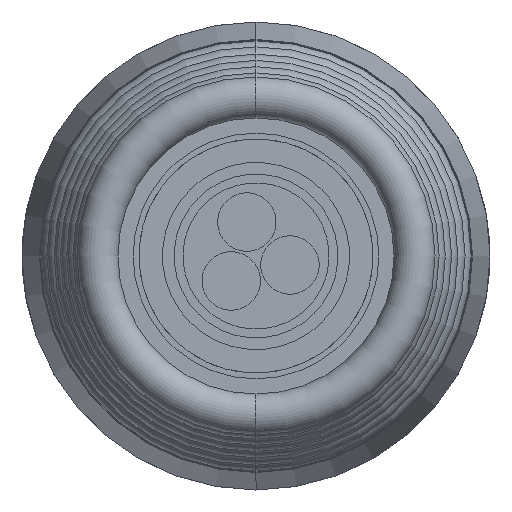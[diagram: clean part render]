
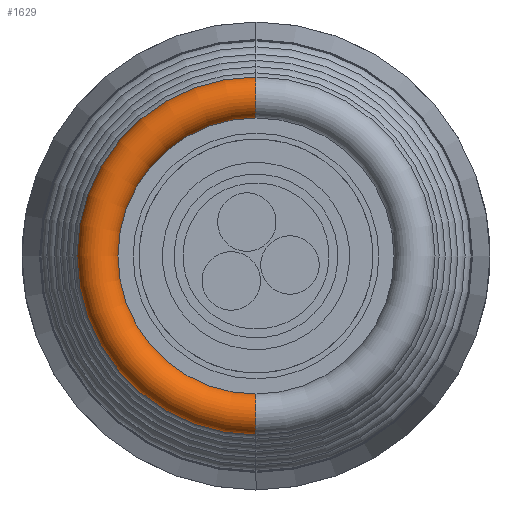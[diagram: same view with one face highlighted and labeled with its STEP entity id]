
A CAD part, left-side view. The second image highlights one B-rep face of the part: STEP entity #1629.
In plain terms, the highlighted toroidal (fillet/blend) face has major radius 2.71 mm and minor radius 0.35 mm.
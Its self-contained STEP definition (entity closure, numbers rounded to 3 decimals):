
#160 = EDGE_CURVE ( 'NONE', #2240, #3893, #2700, .T. ) ;
#189 = EDGE_CURVE ( 'NONE', #3893, #1511, #3904, .T. ) ;
#480 = ORIENTED_EDGE ( 'NONE', *, *, #160, .T. ) ;
#507 = DIRECTION ( 'NONE',  ( 0., -1., 0. ) ) ;
#704 = AXIS2_PLACEMENT_3D ( 'NONE', #6968, #1601, #5062 ) ;
#859 = AXIS2_PLACEMENT_3D ( 'NONE', #4485, #3194, #4370 ) ;
#904 = DIRECTION ( 'NONE',  ( 1., 0., 0. ) ) ;
#1126 = DIRECTION ( 'NONE',  ( 0., 0., -1. ) ) ;
#1395 = EDGE_LOOP ( 'NONE', ( #3366, #6673, #480, #4006 ) ) ;
#1511 = VERTEX_POINT ( 'NONE', #7041 ) ;
#1594 = CARTESIAN_POINT ( 'NONE',  ( -24.75, 0., 0. ) ) ;
#1601 = DIRECTION ( 'NONE',  ( 0., 1., 0. ) ) ;
#1629 = ADVANCED_FACE ( 'NONE', ( #6218 ), #2050, .T. ) ;
#1798 = CARTESIAN_POINT ( 'NONE',  ( -24.75, 0., -3.06 ) ) ;
#1973 = AXIS2_PLACEMENT_3D ( 'NONE', #3851, #507, #3921 ) ;
#2050 = TOROIDAL_SURFACE ( 'NONE', #5383, 2.71, 0.35 ) ;
#2240 = VERTEX_POINT ( 'NONE', #4178 ) ;
#2566 = CIRCLE ( 'NONE', #1973, 0.35 ) ;
#2700 = CIRCLE ( 'NONE', #2839, 2.36 ) ;
#2839 = AXIS2_PLACEMENT_3D ( 'NONE', #5971, #904, #3671 ) ;
#3172 = EDGE_CURVE ( 'NONE', #2240, #4059, #2566, .T. ) ;
#3194 = DIRECTION ( 'NONE',  ( 1., 0., 0. ) ) ;
#3271 = CARTESIAN_POINT ( 'NONE',  ( -24.75, 0., 2.36 ) ) ;
#3366 = ORIENTED_EDGE ( 'NONE', *, *, #7241, .F. ) ;
#3671 = DIRECTION ( 'NONE',  ( 0., 0., -1. ) ) ;
#3851 = CARTESIAN_POINT ( 'NONE',  ( -24.75, 0., -2.71 ) ) ;
#3893 = VERTEX_POINT ( 'NONE', #3271 ) ;
#3904 = CIRCLE ( 'NONE', #704, 0.35 ) ;
#3921 = DIRECTION ( 'NONE',  ( 0., 0., -1. ) ) ;
#4006 = ORIENTED_EDGE ( 'NONE', *, *, #189, .T. ) ;
#4059 = VERTEX_POINT ( 'NONE', #1798 ) ;
#4178 = CARTESIAN_POINT ( 'NONE',  ( -24.75, 0., -2.36 ) ) ;
#4370 = DIRECTION ( 'NONE',  ( 0., 0., -1. ) ) ;
#4485 = CARTESIAN_POINT ( 'NONE',  ( -24.75, 0., 0. ) ) ;
#5062 = DIRECTION ( 'NONE',  ( 0., 0., 1. ) ) ;
#5383 = AXIS2_PLACEMENT_3D ( 'NONE', #1594, #6740, #1126 ) ;
#5971 = CARTESIAN_POINT ( 'NONE',  ( -24.75, 0., 0. ) ) ;
#6218 = FACE_OUTER_BOUND ( 'NONE', #1395, .T. ) ;
#6673 = ORIENTED_EDGE ( 'NONE', *, *, #3172, .F. ) ;
#6740 = DIRECTION ( 'NONE',  ( 1., 0., 0. ) ) ;
#6758 = CIRCLE ( 'NONE', #859, 3.06 ) ;
#6968 = CARTESIAN_POINT ( 'NONE',  ( -24.75, 0., 2.71 ) ) ;
#7041 = CARTESIAN_POINT ( 'NONE',  ( -24.75, 0., 3.06 ) ) ;
#7241 = EDGE_CURVE ( 'NONE', #4059, #1511, #6758, .T. ) ;
